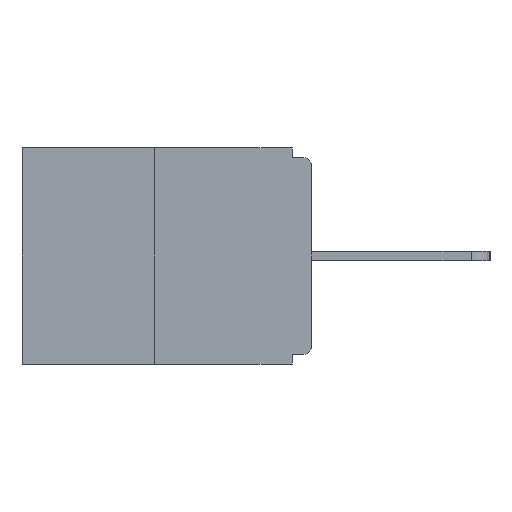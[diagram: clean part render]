
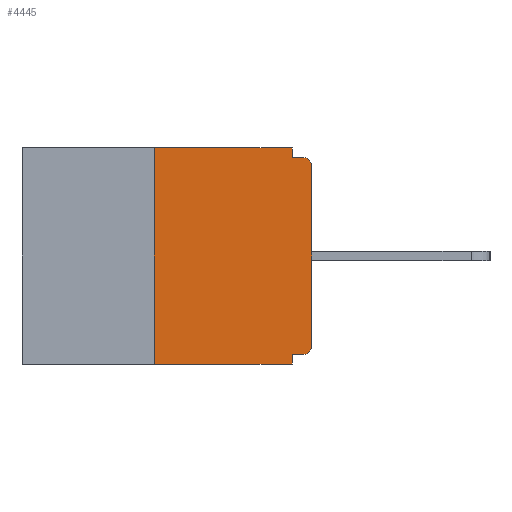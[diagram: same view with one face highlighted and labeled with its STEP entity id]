
A CAD part, left-side view. The second image highlights one B-rep face of the part: STEP entity #4445.
In plain terms, the highlighted planar face has unit normal (-1, 0, 0).
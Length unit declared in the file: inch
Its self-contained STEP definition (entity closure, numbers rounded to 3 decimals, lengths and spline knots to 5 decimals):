
#20 = ORIENTED_EDGE ( 'NONE', *, *, #13114, .F. ) ;
#647 = VECTOR ( 'NONE', #12353, 39.37008 ) ;
#1197 = ORIENTED_EDGE ( 'NONE', *, *, #11635, .T. ) ;
#1228 = EDGE_CURVE ( 'NONE', #15160, #3545, #1946, .T. ) ;
#1263 = DIRECTION ( 'NONE',  ( 0., -1., 0. ) ) ;
#1349 = VERTEX_POINT ( 'NONE', #3788 ) ;
#1425 = EDGE_CURVE ( 'NONE', #11862, #15160, #2963, .T. ) ;
#1455 = VERTEX_POINT ( 'NONE', #12230 ) ;
#1564 = AXIS2_PLACEMENT_3D ( 'NONE', #11575, #11541, #11476 ) ;
#1684 = AXIS2_PLACEMENT_3D ( 'NONE', #13130, #5686, #14397 ) ;
#1696 = VECTOR ( 'NONE', #6883, 39.37008 ) ;
#1946 = LINE ( 'NONE', #15978, #14974 ) ;
#2146 = VECTOR ( 'NONE', #10750, 39.37008 ) ;
#2757 = DIRECTION ( 'NONE',  ( 0., -1., 0. ) ) ;
#2963 = LINE ( 'NONE', #5973, #2146 ) ;
#3190 = ORIENTED_EDGE ( 'NONE', *, *, #5919, .T. ) ;
#3545 = VERTEX_POINT ( 'NONE', #11755 ) ;
#3788 = CARTESIAN_POINT ( 'NONE',  ( 0., 0., -0.313 ) ) ;
#4363 = LINE ( 'NONE', #16383, #15342 ) ;
#4445 = ADVANCED_FACE ( 'NONE', ( #8421 ), #13607, .F. ) ;
#4880 = CARTESIAN_POINT ( 'NONE',  ( 0., 0.46, -0.343 ) ) ;
#4885 = ORIENTED_EDGE ( 'NONE', *, *, #15813, .F. ) ;
#5200 = DIRECTION ( 'NONE',  ( 0., 0., -1. ) ) ;
#5532 = CARTESIAN_POINT ( 'NONE',  ( 0., 0.031, -0.343 ) ) ;
#5583 = ORIENTED_EDGE ( 'NONE', *, *, #14253, .T. ) ;
#5686 = DIRECTION ( 'NONE',  ( -1., 0., 0. ) ) ;
#5849 = DIRECTION ( 'NONE',  ( 0., 0., 1. ) ) ;
#5919 = EDGE_CURVE ( 'NONE', #8907, #3545, #6847, .T. ) ;
#5973 = CARTESIAN_POINT ( 'NONE',  ( 0., 0.031, 0. ) ) ;
#6696 = VERTEX_POINT ( 'NONE', #8406 ) ;
#6732 = LINE ( 'NONE', #4880, #647 ) ;
#6734 = VECTOR ( 'NONE', #9000, 39.37008 ) ;
#6847 = CIRCLE ( 'NONE', #1684, 0.015 ) ;
#6883 = DIRECTION ( 'NONE',  ( 0., 0., 1. ) ) ;
#6950 = CARTESIAN_POINT ( 'NONE',  ( 0., 0.031, -0.015 ) ) ;
#7441 = EDGE_CURVE ( 'NONE', #1455, #10918, #13476, .T. ) ;
#7634 = ORIENTED_EDGE ( 'NONE', *, *, #1425, .F. ) ;
#7643 = VECTOR ( 'NONE', #5849, 39.37008 ) ;
#7661 = DIRECTION ( 'NONE',  ( -1., 0., 0. ) ) ;
#7780 = CARTESIAN_POINT ( 'NONE',  ( 0., 0., -0.328 ) ) ;
#8021 = LINE ( 'NONE', #8202, #7643 ) ;
#8202 = CARTESIAN_POINT ( 'NONE',  ( 0., 0.25, 0. ) ) ;
#8406 = CARTESIAN_POINT ( 'NONE',  ( 0., 0.015, -0.328 ) ) ;
#8421 = FACE_OUTER_BOUND ( 'NONE', #15450, .T. ) ;
#8441 = VERTEX_POINT ( 'NONE', #8484 ) ;
#8484 = CARTESIAN_POINT ( 'NONE',  ( 0., 0.25, 0. ) ) ;
#8907 = VERTEX_POINT ( 'NONE', #13233 ) ;
#9000 = DIRECTION ( 'NONE',  ( 0., 1., 0. ) ) ;
#9571 = CIRCLE ( 'NONE', #13892, 0.015 ) ;
#10112 = VECTOR ( 'NONE', #5200, 39.37008 ) ;
#10383 = ORIENTED_EDGE ( 'NONE', *, *, #11942, .F. ) ;
#10750 = DIRECTION ( 'NONE',  ( 0., 0., -1. ) ) ;
#10797 = ORIENTED_EDGE ( 'NONE', *, *, #14131, .T. ) ;
#10836 = CARTESIAN_POINT ( 'NONE',  ( 0., 0., 0. ) ) ;
#10845 = ORIENTED_EDGE ( 'NONE', *, *, #7441, .F. ) ;
#10875 = ORIENTED_EDGE ( 'NONE', *, *, #1228, .F. ) ;
#10918 = VERTEX_POINT ( 'NONE', #5532 ) ;
#11403 = CARTESIAN_POINT ( 'NONE',  ( 0., 0.031, -0.343 ) ) ;
#11476 = DIRECTION ( 'NONE',  ( 0., 0., -1. ) ) ;
#11541 = DIRECTION ( 'NONE',  ( 1., 0., 0. ) ) ;
#11575 = CARTESIAN_POINT ( 'NONE',  ( 0., 0.46, 0. ) ) ;
#11635 = EDGE_CURVE ( 'NONE', #1349, #8907, #14729, .T. ) ;
#11755 = CARTESIAN_POINT ( 'NONE',  ( 0., 0.015, -0.015 ) ) ;
#11862 = VERTEX_POINT ( 'NONE', #13852 ) ;
#11942 = EDGE_CURVE ( 'NONE', #6696, #1455, #13344, .T. ) ;
#12230 = CARTESIAN_POINT ( 'NONE',  ( 0., 0.031, -0.328 ) ) ;
#12353 = DIRECTION ( 'NONE',  ( 0., -1., 0. ) ) ;
#13114 = EDGE_CURVE ( 'NONE', #8441, #11862, #4363, .T. ) ;
#13130 = CARTESIAN_POINT ( 'NONE',  ( 0., 0.015, -0.03 ) ) ;
#13233 = CARTESIAN_POINT ( 'NONE',  ( 0., 0., -0.03 ) ) ;
#13344 = LINE ( 'NONE', #7780, #6734 ) ;
#13476 = LINE ( 'NONE', #11403, #10112 ) ;
#13607 = PLANE ( 'NONE',  #1564 ) ;
#13788 = VERTEX_POINT ( 'NONE', #15440 ) ;
#13852 = CARTESIAN_POINT ( 'NONE',  ( 0., 0.031, 0. ) ) ;
#13892 = AXIS2_PLACEMENT_3D ( 'NONE', #15155, #7661, #16404 ) ;
#14131 = EDGE_CURVE ( 'NONE', #13788, #10918, #6732, .T. ) ;
#14253 = EDGE_CURVE ( 'NONE', #6696, #1349, #9571, .T. ) ;
#14397 = DIRECTION ( 'NONE',  ( 0., 0., -1. ) ) ;
#14729 = LINE ( 'NONE', #10836, #1696 ) ;
#14974 = VECTOR ( 'NONE', #2757, 39.37008 ) ;
#15155 = CARTESIAN_POINT ( 'NONE',  ( 0., 0.015, -0.313 ) ) ;
#15160 = VERTEX_POINT ( 'NONE', #6950 ) ;
#15342 = VECTOR ( 'NONE', #1263, 39.37008 ) ;
#15440 = CARTESIAN_POINT ( 'NONE',  ( 0., 0.25, -0.343 ) ) ;
#15450 = EDGE_LOOP ( 'NONE', ( #20, #4885, #10797, #10845, #10383, #5583, #1197, #3190, #10875, #7634 ) ) ;
#15813 = EDGE_CURVE ( 'NONE', #13788, #8441, #8021, .T. ) ;
#15978 = CARTESIAN_POINT ( 'NONE',  ( 0., 0., -0.015 ) ) ;
#16383 = CARTESIAN_POINT ( 'NONE',  ( 0., 0.46, 0. ) ) ;
#16404 = DIRECTION ( 'NONE',  ( 0., 0., -1. ) ) ;
